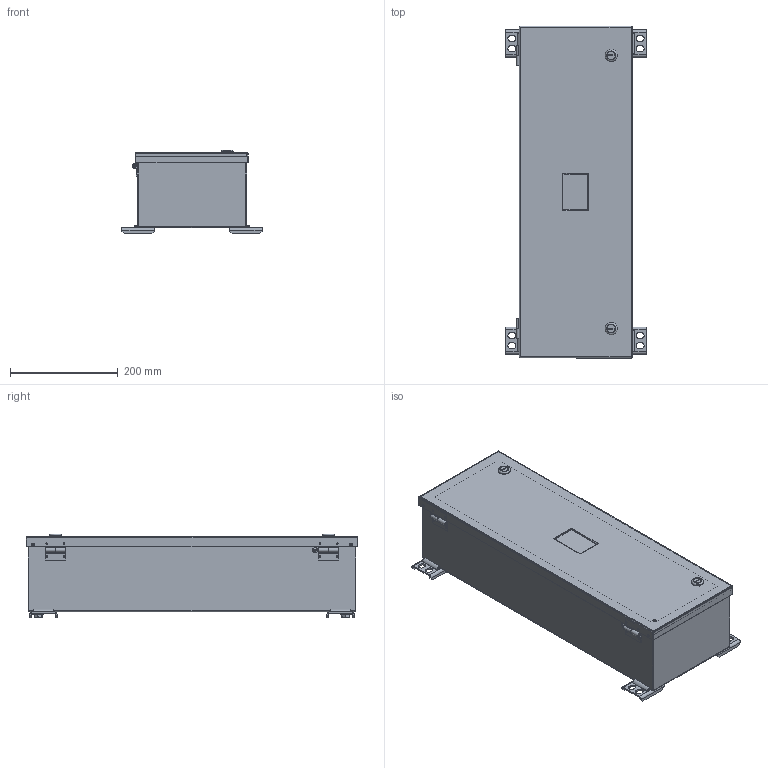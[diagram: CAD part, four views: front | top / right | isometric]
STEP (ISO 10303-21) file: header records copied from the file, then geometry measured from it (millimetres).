
FILE_DESCRIPTION( ( 'Unknown' ), '1' );
FILE_NAME( 'FT2200.stp', 'Unknown', ( 'Unknown' ), ( 'Unknown' ), 'PSStep 16.0.42', 'Unknown', ' ' );
FILE_SCHEMA( ( 'AUTOMOTIVE_DESIGN { 1 0 10303 214 1 1 1 1 }' ) );
Length unit declared in the file: millimetre
Products named in the file (35): 0.375 DIA; CAOUTCHOUC; METAL; LOCK AVEC TOURNEVIS TYPE 4-12 SANS CAME-oa8; HOSING-oa0; INSERT POUR TOURNEVIS-oa1; NOIX DE FIXATION-oa2; Oring-oa3; Oring-oa4; SEAL BLANC-oa5; STOPPER DESSOUS-oa6; VIS DE RETENUE DE LA CAME-oa7; PATTE-RD; PATTE R; FW_0.3750; 3-8-16 x .750; HN_0.3750; PATTE-R; A16RS; CAME RS; FT2200-MONO_16GA_BOITIER; FT2200B-MONO_16GA; 0.250-20 x 0.500.SS_CKL 118-504-201; Penture S Inox - Matritech - GAUCHE_boitier; FT2200_16GA_COUVERCLE; FT2200C_16GA; FT2200_GASKET; 10-32 x 0.500 AC_CD 201-008-772; Penture S Inox - Matritech - GAUCHE_porte; Assem1; FW_0.2500; HN_0.2500; FT2200P_14GA; SEAL ROUGE; 10-32 x 0.312-FENTE-carré
Assembly tree (53 placements, depth 5):
  Assem1
    FW_0.2500  x4
    HN_0.2500  x4
    FT2200P_14GA
    SEAL ROUGE
    10-32 x 0.312-FENTE-carré
    FT2200-MONO_16GA_BOITIER
      FT2200B-MONO_16GA
      0.250-20 x 0.500.SS_CKL 118-504-201  x4
      Penture S Inox - Matritech - GAUCHE_boitier  x2
      PATTE-R  x2
        PATTE R
        FW_0.3750
        3-8-16 x .750
        HN_0.3750
        0.375 DIA
          CAOUTCHOUC
          METAL
      PATTE-RD  x2
        PATTE R
        FW_0.3750
        3-8-16 x .750
        HN_0.3750
        0.375 DIA
          CAOUTCHOUC
          METAL
    FT2200_16GA_COUVERCLE
      FT2200C_16GA
      FT2200_GASKET
      10-32 x 0.500 AC_CD 201-008-772
      Penture S Inox - Matritech - GAUCHE_porte  x2
      A16RS  x2
        CAME RS
        LOCK AVEC TOURNEVIS TYPE 4-12 SANS CAME-oa8
          HOSING-oa0
          INSERT POUR TOURNEVIS-oa1
          NOIX DE FIXATION-oa2
          Oring-oa3
          Oring-oa4
          SEAL BLANC-oa5
          STOPPER DESSOUS-oa6
          VIS DE RETENUE DE LA CAME-oa7
Bounding box: 260.76 x 617.22 x 155.57 mm (x, y, z)
Volume: 1203031.4 mm3; surface area: 1352693 mm2
Topology: 65 solids, 65 shells, 2276 faces, 5541 edges, 3557 vertices
Faces by surface type: plane 1340, cylinder 410, bspline 220, extrusion 140, cone 104, torus 54, sphere 8
Full cylindrical faces by diameter (mm): 0.346 x2, 0.508 x1, 0.794 x4, 3.023 x5, 3.162 x8, 3.175 x13, 3.302 x8, 4.293 x1, 4.394 x2, 4.775 x2, 4.801 x1, 4.826 x2, 5.105 x2, 5.563 x4, 5.994 x6, 6.096 x4, 6.35 x8, 6.502 x1, 6.985 x2, 7.137 x4, 9.017 x4, 9.525 x14, 9.881 x2, 10.084 x2, 10.312 x4, 10.541 x4, 11.176 x2, 11.582 x8, 11.862 x2, 12.192 x2
Entity records: 89680 total; most frequent: CARTESIAN_POINT 45858, ORIENTED_EDGE 6760, DIRECTION 5329, EDGE_CURVE 3380, VERTEX_POINT 2257, EDGE_LOOP 1879, AXIS2_PLACEMENT_3D 1807, VECTOR 1715
